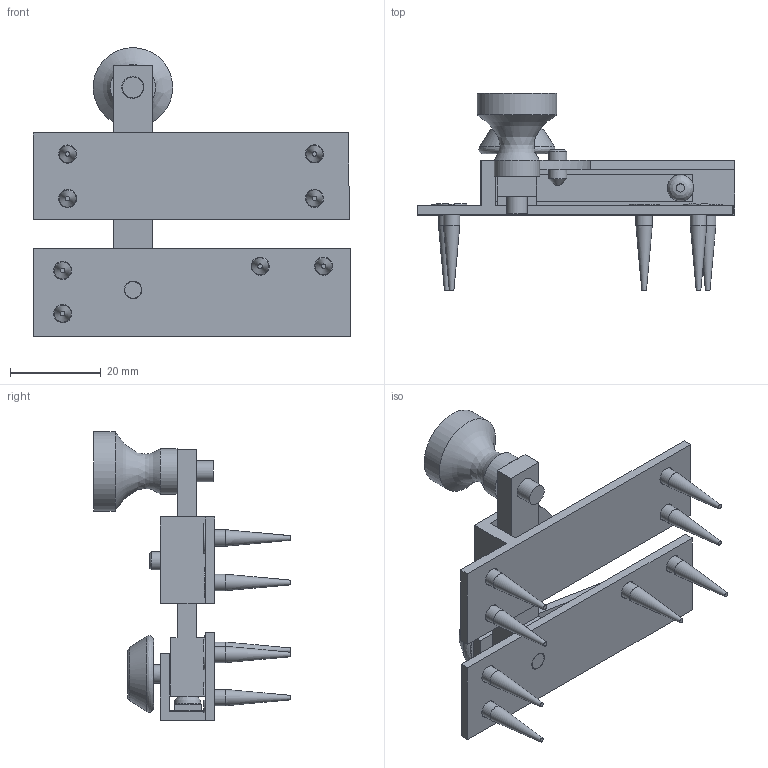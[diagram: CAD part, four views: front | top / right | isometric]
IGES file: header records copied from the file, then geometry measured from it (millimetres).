
Global section: file name: P6276L-B; native system: Autodesk Inventor 2018; preprocessor: unknown; author: ashami; date: 20180911.140254; units: millimetre
Bounding box: 70.03 x 43.4 x 63.59 mm (x, y, z)
Volume: 15762.8 mm3; surface area: 15901.8 mm2
Topology: 16 solids, 16 shells, 192 faces, 494 edges, 338 vertices
Faces by surface type: bspline 192
